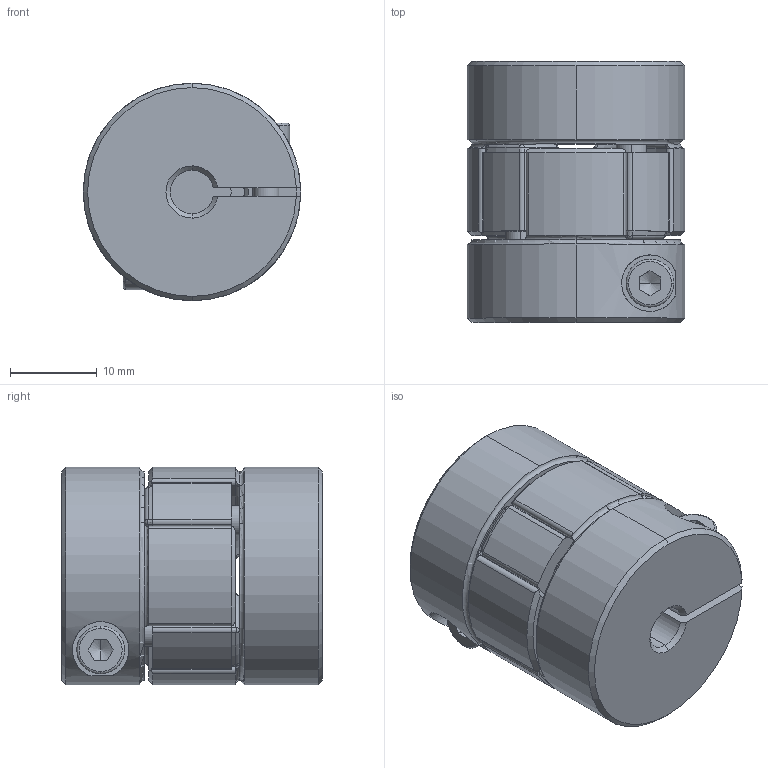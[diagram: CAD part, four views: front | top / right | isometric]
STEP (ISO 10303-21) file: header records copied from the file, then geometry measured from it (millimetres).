
FILE_DESCRIPTION (( 'STEP AP214' ), '1' );
FILE_NAME ('Flexible_Jaw_Coupling_5-8.STEP', '2023-12-19T22:57:34', ( '' ), ( '' ), 'SwSTEP 2.0', 'SolidWorks 2023', '' );
FILE_SCHEMA (( 'AUTOMOTIVE_DESIGN' ));
Length unit declared in the file: millimetre
Products named in the file (1): Flexible_Jaw_Coupling_5-8_Výchozí
Bounding box: 25 x 30 x 25 mm (x, y, z)
Volume: 12593 mm3; surface area: 7534.4 mm2
Topology: 5 solids, 5 shells, 317 faces, 778 edges, 467 vertices
Faces by surface type: cylinder 116, torus 67, cone 55, plane 47, bspline 16, sphere 16
Entity records: 10072 total; most frequent: CARTESIAN_POINT 2634, DIRECTION 1647, ORIENTED_EDGE 1516, EDGE_CURVE 758, AXIS2_PLACEMENT_3D 734, VERTEX_POINT 467, CIRCLE 432, EDGE_LOOP 341
